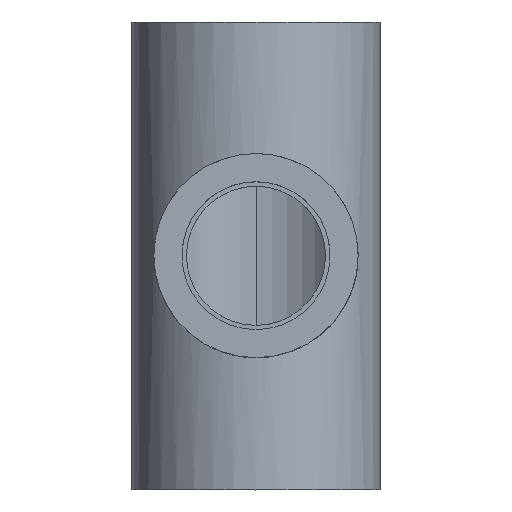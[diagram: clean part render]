
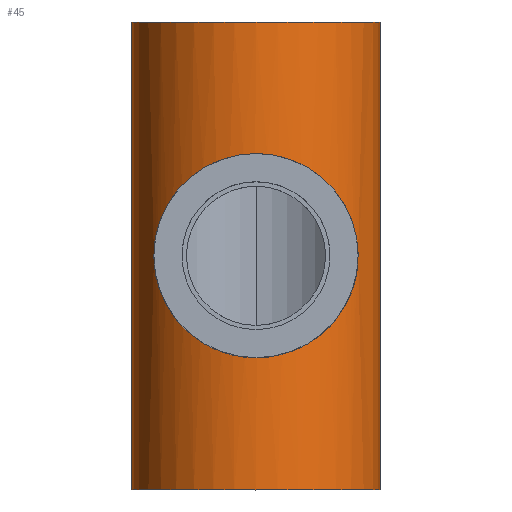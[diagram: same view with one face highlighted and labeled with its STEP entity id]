
A CAD part, top view. The second image highlights one B-rep face of the part: STEP entity #45.
In plain terms, the highlighted cylindrical face has radius 21 mm (diameter 42 mm), a partial arc.
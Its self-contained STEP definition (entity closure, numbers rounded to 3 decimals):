
#45=ADVANCED_FACE('',(#103,#104),#105,.T.);
#103=FACE_OUTER_BOUND('',#178,.T.);
#104=FACE_BOUND('',#179,.T.);
#105=CYLINDRICAL_SURFACE('',#180,21.0);
#178=EDGE_LOOP('',(#247,#248,#249,#250));
#179=EDGE_LOOP('',(#251,#252));
#180=AXIS2_PLACEMENT_3D('',#253,#254,#255);
#247=ORIENTED_EDGE('',*,*,#418,.F.);
#248=ORIENTED_EDGE('',*,*,#419,.F.);
#249=ORIENTED_EDGE('',*,*,#420,.F.);
#250=ORIENTED_EDGE('',*,*,#421,.F.);
#251=ORIENTED_EDGE('',*,*,#422,.T.);
#252=ORIENTED_EDGE('',*,*,#423,.T.);
#253=CARTESIAN_POINT('',(0.0,0.0,0.0));
#254=DIRECTION('',(0.0,-1.0,0.0));
#255=DIRECTION('',(1.0,0.0,0.0));
#418=EDGE_CURVE('',#484,#485,#486,.T.);
#419=EDGE_CURVE('',#487,#484,#488,.T.);
#420=EDGE_CURVE('',#489,#487,#490,.T.);
#421=EDGE_CURVE('',#485,#489,#491,.T.);
#422=EDGE_CURVE('',#492,#493,#494,.T.);
#423=EDGE_CURVE('',#493,#492,#495,.T.);
#484=VERTEX_POINT('',#580);
#485=VERTEX_POINT('',#581);
#486=LINE('',#582,#583);
#487=VERTEX_POINT('',#584);
#488=CIRCLE('',#585,21.0);
#489=VERTEX_POINT('',#586);
#490=LINE('',#587,#588);
#491=CIRCLE('',#589,21.0);
#492=VERTEX_POINT('',#590);
#493=VERTEX_POINT('',#591);
#494=B_SPLINE_CURVE_WITH_KNOTS('',3,(#592,#593,#594,#595,#596,#597,#598,#599,#600,#601,#602,#603,#604,#605,#606,#607,#608,#609,#610,#611,#612,#613,#614,#615,#616,#617,#618,#619,#620,#621,#622,#623,#624,#625,#626,#627,#628,#629,#630,#631,#632,#633,#634,#635,#636,#637),.UNSPECIFIED.,.F.,.F.,(4,2,2,2,2,2,2,2,2,2,2,2,2,2,2,2,2,2,2,2,2,2,4),(0.0,1.786,3.571,7.142,10.714,14.285,17.724,21.164,22.884,24.603,26.323,28.043,29.763,31.482,33.202,34.922,38.361,41.801,45.372,48.943,52.514,54.3,56.086),.UNSPECIFIED.);
#495=B_SPLINE_CURVE_WITH_KNOTS('',3,(#638,#639,#640,#641,#642,#643,#644,#645,#646,#647,#648,#649,#650,#651,#652,#653,#654,#655,#656,#657,#658,#659,#660,#661,#662,#663,#664,#665,#666,#667,#668,#669,#670,#671,#672,#673,#674,#675,#676,#677,#678,#679,#680,#681,#682,#683),.UNSPECIFIED.,.F.,.F.,(4,2,2,2,2,2,2,2,2,2,2,2,2,2,2,2,2,2,2,2,2,2,4),(56.086,57.871,59.657,63.228,66.799,70.371,73.81,77.25,78.969,80.689,82.409,84.128,85.848,87.568,89.288,91.007,94.447,97.886,101.458,105.029,108.6,110.386,112.171),.UNSPECIFIED.);
#580=CARTESIAN_POINT('',(21.0,39.5,0.0));
#581=CARTESIAN_POINT('',(21.0,-39.5,0.0));
#582=CARTESIAN_POINT('',(21.0,0.0,0.));
#583=VECTOR('',#856,1.0);
#584=CARTESIAN_POINT('',(-21.0,39.5,0.));
#585=AXIS2_PLACEMENT_3D('',#857,#858,#859);
#586=CARTESIAN_POINT('',(-21.0,-39.5,0.));
#587=CARTESIAN_POINT('',(-21.0,0.0,0.));
#588=VECTOR('',#860,1.0);
#589=AXIS2_PLACEMENT_3D('',#861,#862,#863);
#590=CARTESIAN_POINT('',(-17.25,0.0,11.977));
#591=CARTESIAN_POINT('',(17.25,0.,11.977));
#592=CARTESIAN_POINT('',(-17.25,0.0,11.977));
#593=CARTESIAN_POINT('',(-17.25,0.595,11.977));
#594=CARTESIAN_POINT('',(-17.219,1.186,12.021));
#595=CARTESIAN_POINT('',(-17.099,2.352,12.192));
#596=CARTESIAN_POINT('',(-17.009,2.928,12.317));
#597=CARTESIAN_POINT('',(-16.658,4.626,12.793));
#598=CARTESIAN_POINT('',(-16.314,5.718,13.241));
#599=CARTESIAN_POINT('',(-15.43,7.794,14.261));
#600=CARTESIAN_POINT('',(-14.89,8.779,14.832));
#601=CARTESIAN_POINT('',(-13.65,10.605,15.981));
#602=CARTESIAN_POINT('',(-12.949,11.446,16.558));
#603=CARTESIAN_POINT('',(-11.474,12.921,17.611));
#604=CARTESIAN_POINT('',(-10.649,13.615,18.129));
#605=CARTESIAN_POINT('',(-8.828,14.861,19.082));
#606=CARTESIAN_POINT('',(-7.831,15.413,19.517));
#607=CARTESIAN_POINT('',(-6.247,16.09,20.057));
#608=CARTESIAN_POINT('',(-5.703,16.29,20.219));
#609=CARTESIAN_POINT('',(-4.594,16.637,20.499));
#610=CARTESIAN_POINT('',(-4.028,16.783,20.618));
#611=CARTESIAN_POINT('',(-2.885,17.017,20.809));
#612=CARTESIAN_POINT('',(-2.308,17.105,20.881));
#613=CARTESIAN_POINT('',(-1.152,17.221,20.976));
#614=CARTESIAN_POINT('',(-0.573,17.25,21.0));
#615=CARTESIAN_POINT('',(0.573,17.25,21.0));
#616=CARTESIAN_POINT('',(1.152,17.221,20.976));
#617=CARTESIAN_POINT('',(2.308,17.105,20.881));
#618=CARTESIAN_POINT('',(2.885,17.017,20.809));
#619=CARTESIAN_POINT('',(4.028,16.783,20.618));
#620=CARTESIAN_POINT('',(4.594,16.637,20.499));
#621=CARTESIAN_POINT('',(5.703,16.29,20.219));
#622=CARTESIAN_POINT('',(6.247,16.09,20.057));
#623=CARTESIAN_POINT('',(7.831,15.413,19.517));
#624=CARTESIAN_POINT('',(8.828,14.861,19.082));
#625=CARTESIAN_POINT('',(10.649,13.615,18.129));
#626=CARTESIAN_POINT('',(11.474,12.921,17.611));
#627=CARTESIAN_POINT('',(12.949,11.446,16.558));
#628=CARTESIAN_POINT('',(13.65,10.605,15.981));
#629=CARTESIAN_POINT('',(14.89,8.779,14.832));
#630=CARTESIAN_POINT('',(15.43,7.794,14.261));
#631=CARTESIAN_POINT('',(16.314,5.718,13.241));
#632=CARTESIAN_POINT('',(16.658,4.626,12.793));
#633=CARTESIAN_POINT('',(17.009,2.928,12.317));
#634=CARTESIAN_POINT('',(17.099,2.352,12.192));
#635=CARTESIAN_POINT('',(17.219,1.186,12.021));
#636=CARTESIAN_POINT('',(17.25,0.595,11.977));
#637=CARTESIAN_POINT('',(17.25,0.,11.977));
#638=CARTESIAN_POINT('',(17.25,0.0,11.977));
#639=CARTESIAN_POINT('',(17.25,-0.595,11.977));
#640=CARTESIAN_POINT('',(17.219,-1.186,12.021));
#641=CARTESIAN_POINT('',(17.099,-2.352,12.192));
#642=CARTESIAN_POINT('',(17.009,-2.928,12.317));
#643=CARTESIAN_POINT('',(16.658,-4.626,12.793));
#644=CARTESIAN_POINT('',(16.314,-5.718,13.241));
#645=CARTESIAN_POINT('',(15.43,-7.794,14.261));
#646=CARTESIAN_POINT('',(14.89,-8.779,14.832));
#647=CARTESIAN_POINT('',(13.65,-10.605,15.981));
#648=CARTESIAN_POINT('',(12.949,-11.446,16.558));
#649=CARTESIAN_POINT('',(11.474,-12.921,17.611));
#650=CARTESIAN_POINT('',(10.649,-13.615,18.129));
#651=CARTESIAN_POINT('',(8.828,-14.861,19.082));
#652=CARTESIAN_POINT('',(7.831,-15.413,19.517));
#653=CARTESIAN_POINT('',(6.247,-16.09,20.057));
#654=CARTESIAN_POINT('',(5.703,-16.29,20.219));
#655=CARTESIAN_POINT('',(4.594,-16.637,20.499));
#656=CARTESIAN_POINT('',(4.028,-16.783,20.618));
#657=CARTESIAN_POINT('',(2.885,-17.017,20.809));
#658=CARTESIAN_POINT('',(2.308,-17.105,20.881));
#659=CARTESIAN_POINT('',(1.152,-17.221,20.976));
#660=CARTESIAN_POINT('',(0.573,-17.25,21.0));
#661=CARTESIAN_POINT('',(-0.573,-17.25,21.0));
#662=CARTESIAN_POINT('',(-1.152,-17.221,20.976));
#663=CARTESIAN_POINT('',(-2.308,-17.105,20.881));
#664=CARTESIAN_POINT('',(-2.885,-17.017,20.809));
#665=CARTESIAN_POINT('',(-4.028,-16.783,20.618));
#666=CARTESIAN_POINT('',(-4.594,-16.637,20.499));
#667=CARTESIAN_POINT('',(-5.703,-16.29,20.219));
#668=CARTESIAN_POINT('',(-6.247,-16.09,20.057));
#669=CARTESIAN_POINT('',(-7.831,-15.413,19.517));
#670=CARTESIAN_POINT('',(-8.828,-14.861,19.082));
#671=CARTESIAN_POINT('',(-10.649,-13.615,18.129));
#672=CARTESIAN_POINT('',(-11.474,-12.921,17.611));
#673=CARTESIAN_POINT('',(-12.949,-11.446,16.558));
#674=CARTESIAN_POINT('',(-13.65,-10.605,15.981));
#675=CARTESIAN_POINT('',(-14.89,-8.779,14.832));
#676=CARTESIAN_POINT('',(-15.43,-7.794,14.261));
#677=CARTESIAN_POINT('',(-16.314,-5.718,13.241));
#678=CARTESIAN_POINT('',(-16.658,-4.626,12.793));
#679=CARTESIAN_POINT('',(-17.009,-2.928,12.317));
#680=CARTESIAN_POINT('',(-17.099,-2.352,12.192));
#681=CARTESIAN_POINT('',(-17.219,-1.186,12.021));
#682=CARTESIAN_POINT('',(-17.25,-0.595,11.977));
#683=CARTESIAN_POINT('',(-17.25,0.0,11.977));
#856=DIRECTION('',(0.0,-1.0,0.0));
#857=CARTESIAN_POINT('',(0.0,39.5,0.0));
#858=DIRECTION('',(-0.0,1.0,0.0));
#859=DIRECTION('',(1.0,0.0,0.0));
#860=DIRECTION('',(-0.0,1.0,-0.0));
#861=CARTESIAN_POINT('',(0.0,-39.5,0.0));
#862=DIRECTION('',(0.0,-1.0,0.0));
#863=DIRECTION('',(1.0,0.0,0.0));
